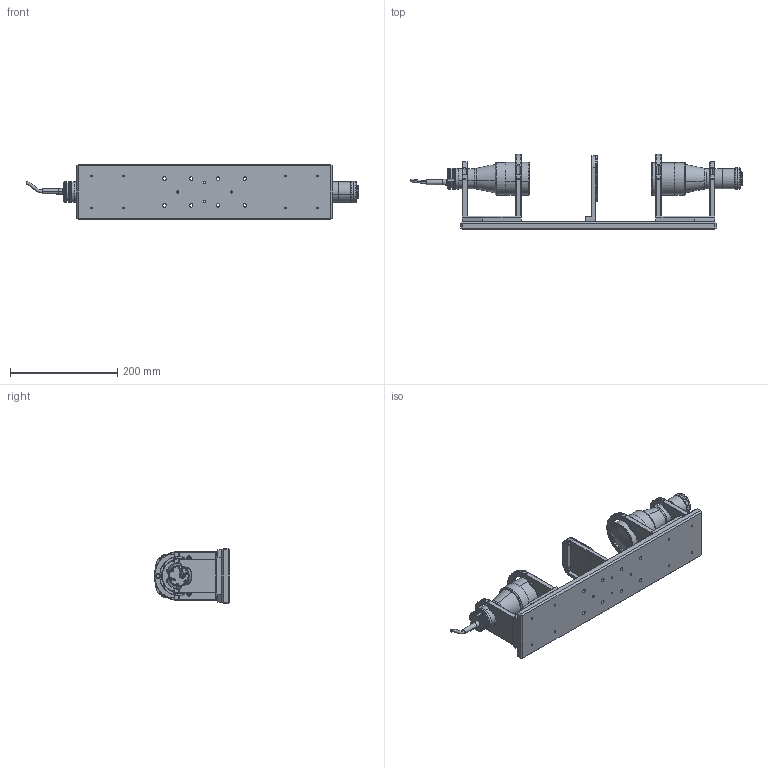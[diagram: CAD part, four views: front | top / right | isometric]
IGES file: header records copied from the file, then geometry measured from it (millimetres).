
Start section: SolidWorks IGES file using analytic representation for surfaces
Global section: file name: TCBENCH036.IGS; native system: SolidWorks 2013; preprocessor: SolidWorks 2013; author: andreava; date: 140530.164910; units: millimetre
Bounding box: 618.52 x 140.5 x 103 mm (x, y, z)
Surface area: 317072.5 mm2 (no closed solid volume)
Topology: 0 solids, 0 shells, 841 faces, 13433 edges, 13433 vertices
Faces by surface type: revolution 447, bspline 394
